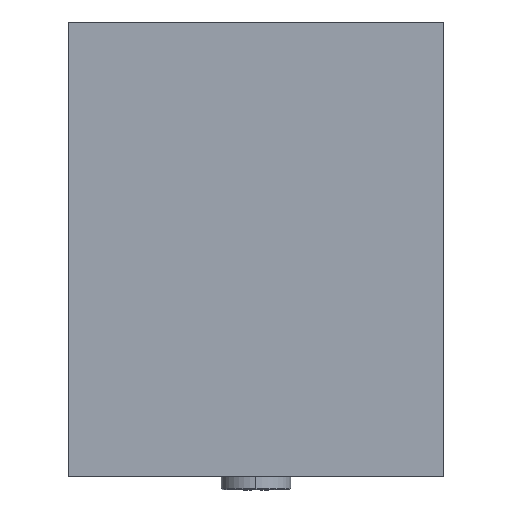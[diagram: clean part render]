
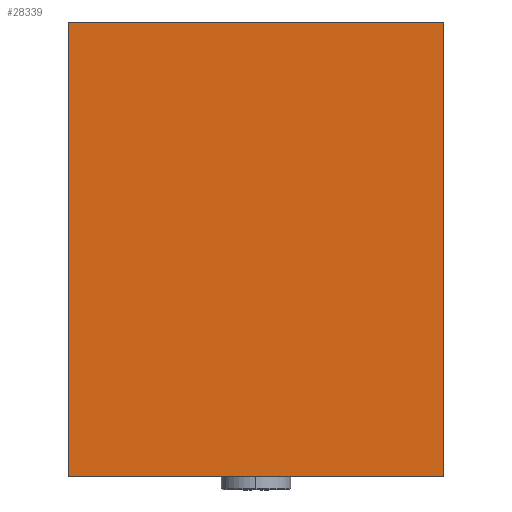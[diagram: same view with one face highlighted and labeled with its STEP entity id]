
A CAD part, left-side view. The second image highlights one B-rep face of the part: STEP entity #28339.
In plain terms, the highlighted face is planar.
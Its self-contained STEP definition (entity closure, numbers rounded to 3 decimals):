
#111 = AXIS2_PLACEMENT_3D ( 'NONE', #24007, #43986, #9675 ) ;
#451 = EDGE_CURVE ( 'NONE', #4513, #5014, #2210, .T. ) ;
#1611 = EDGE_CURVE ( 'NONE', #40748, #14213, #10247, .T. ) ;
#1834 = CARTESIAN_POINT ( 'NONE',  ( 255., 70., 84.7 ) ) ;
#1966 = EDGE_CURVE ( 'NONE', #5014, #43029, #44060, .T. ) ;
#2210 = LINE ( 'NONE', #36517, #37560 ) ;
#2320 = CARTESIAN_POINT ( 'NONE',  ( 255., 70., -84.7 ) ) ;
#2434 = CARTESIAN_POINT ( 'NONE',  ( 255., -70., 85. ) ) ;
#3344 = CARTESIAN_POINT ( 'NONE',  ( 255., -70., -84.7 ) ) ;
#3631 = VECTOR ( 'NONE', #4439, 1000. ) ;
#4439 = DIRECTION ( 'NONE',  ( 0., 0.707, -0.707 ) ) ;
#4513 = VERTEX_POINT ( 'NONE', #37709 ) ;
#4824 = VECTOR ( 'NONE', #31245, 1000. ) ;
#5014 = VERTEX_POINT ( 'NONE', #2320 ) ;
#5448 = VERTEX_POINT ( 'NONE', #30494 ) ;
#5720 = CARTESIAN_POINT ( 'NONE',  ( 255., -70., 84.7 ) ) ;
#7178 = ORIENTED_EDGE ( 'NONE', *, *, #22142, .T. ) ;
#9675 = DIRECTION ( 'NONE',  ( 0., 0., -1. ) ) ;
#10015 = EDGE_CURVE ( 'NONE', #5448, #4513, #20331, .T. ) ;
#10247 = LINE ( 'NONE', #23906, #18993 ) ;
#10528 = ORIENTED_EDGE ( 'NONE', *, *, #11730, .T. ) ;
#10944 = LINE ( 'NONE', #41893, #3631 ) ;
#11480 = LINE ( 'NONE', #2434, #17161 ) ;
#11730 = EDGE_CURVE ( 'NONE', #43029, #36216, #24279, .T. ) ;
#12683 = DIRECTION ( 'NONE',  ( 0., 0., 1. ) ) ;
#13728 = CARTESIAN_POINT ( 'NONE',  ( 255., 70., 85. ) ) ;
#13954 = DIRECTION ( 'NONE',  ( 0., -1., 0. ) ) ;
#13966 = CARTESIAN_POINT ( 'NONE',  ( 255., 77.35, 77.35 ) ) ;
#14060 = DIRECTION ( 'NONE',  ( 0., 1., 0. ) ) ;
#14213 = VERTEX_POINT ( 'NONE', #5720 ) ;
#16652 = LINE ( 'NONE', #13728, #31489 ) ;
#17161 = VECTOR ( 'NONE', #24700, 1000. ) ;
#17204 = CARTESIAN_POINT ( 'NONE',  ( 255., -70., -85. ) ) ;
#17579 = ORIENTED_EDGE ( 'NONE', *, *, #1611, .T. ) ;
#17856 = EDGE_CURVE ( 'NONE', #14213, #20482, #11480, .T. ) ;
#18993 = VECTOR ( 'NONE', #37597, 1000. ) ;
#20275 = CARTESIAN_POINT ( 'NONE',  ( 255., 70., -85. ) ) ;
#20331 = LINE ( 'NONE', #17204, #43465 ) ;
#20482 = VERTEX_POINT ( 'NONE', #3344 ) ;
#22142 = EDGE_CURVE ( 'NONE', #36216, #40748, #16652, .T. ) ;
#23126 = FACE_OUTER_BOUND ( 'NONE', #32553, .T. ) ;
#23834 = ORIENTED_EDGE ( 'NONE', *, *, #10015, .T. ) ;
#23906 = CARTESIAN_POINT ( 'NONE',  ( 255., -77.35, 77.35 ) ) ;
#24007 = CARTESIAN_POINT ( 'NONE',  ( 255., 0., 0. ) ) ;
#24279 = LINE ( 'NONE', #13966, #4824 ) ;
#24700 = DIRECTION ( 'NONE',  ( 0., 0., -1. ) ) ;
#25126 = EDGE_CURVE ( 'NONE', #20482, #5448, #10944, .T. ) ;
#25327 = CARTESIAN_POINT ( 'NONE',  ( 255., 69.7, 85. ) ) ;
#25524 = DIRECTION ( 'NONE',  ( 0., 0.707, 0.707 ) ) ;
#28339 = ADVANCED_FACE ( 'NONE', ( #23126 ), #34338, .T. ) ;
#28364 = ORIENTED_EDGE ( 'NONE', *, *, #1966, .T. ) ;
#28654 = ORIENTED_EDGE ( 'NONE', *, *, #25126, .T. ) ;
#29733 = VECTOR ( 'NONE', #12683, 1000. ) ;
#30494 = CARTESIAN_POINT ( 'NONE',  ( 255., -69.7, -85. ) ) ;
#31245 = DIRECTION ( 'NONE',  ( 0., -0.707, 0.707 ) ) ;
#31489 = VECTOR ( 'NONE', #13954, 1000. ) ;
#32553 = EDGE_LOOP ( 'NONE', ( #23834, #42968, #28364, #10528, #7178, #17579, #37586, #28654 ) ) ;
#34338 = PLANE ( 'NONE',  #111 ) ;
#36216 = VERTEX_POINT ( 'NONE', #25327 ) ;
#36517 = CARTESIAN_POINT ( 'NONE',  ( 255., 77.35, -77.35 ) ) ;
#37560 = VECTOR ( 'NONE', #25524, 1000. ) ;
#37586 = ORIENTED_EDGE ( 'NONE', *, *, #17856, .T. ) ;
#37597 = DIRECTION ( 'NONE',  ( 0., -0.707, -0.707 ) ) ;
#37709 = CARTESIAN_POINT ( 'NONE',  ( 255., 69.7, -85. ) ) ;
#40748 = VERTEX_POINT ( 'NONE', #42789 ) ;
#41893 = CARTESIAN_POINT ( 'NONE',  ( 255., -77.35, -77.35 ) ) ;
#42789 = CARTESIAN_POINT ( 'NONE',  ( 255., -69.7, 85. ) ) ;
#42968 = ORIENTED_EDGE ( 'NONE', *, *, #451, .T. ) ;
#43029 = VERTEX_POINT ( 'NONE', #1834 ) ;
#43465 = VECTOR ( 'NONE', #14060, 1000. ) ;
#43986 = DIRECTION ( 'NONE',  ( 1., 0., 0. ) ) ;
#44060 = LINE ( 'NONE', #20275, #29733 ) ;
